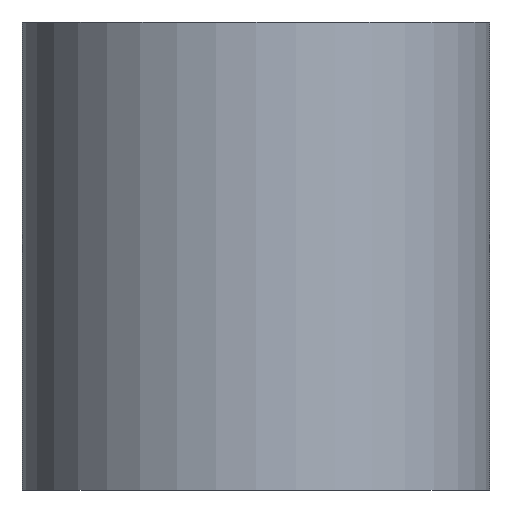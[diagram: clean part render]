
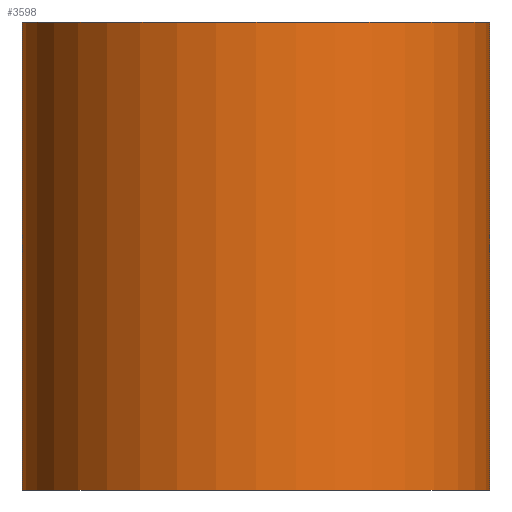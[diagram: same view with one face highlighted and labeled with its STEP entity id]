
A CAD part, left-side view. The second image highlights one B-rep face of the part: STEP entity #3598.
In plain terms, the highlighted cylindrical face has radius 100 mm (diameter 200 mm), a partial arc.
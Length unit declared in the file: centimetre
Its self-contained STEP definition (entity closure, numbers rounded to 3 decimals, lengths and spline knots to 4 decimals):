
#612=DIRECTION('',(0.,0.,1.));
#613=VECTOR('',#612,20.);
#614=CARTESIAN_POINT('',(-41.4583,5.2,-10.));
#615=LINE('',#614,#613);
#616=CARTESIAN_POINT('',(-50.,0.,10.));
#617=DIRECTION('',(0.,0.,1.));
#618=DIRECTION('',(0.854,0.52,0.));
#619=AXIS2_PLACEMENT_3D('',#616,#617,#618);
#621=DIRECTION('',(0.,0.,-1.));
#622=VECTOR('',#621,20.);
#623=CARTESIAN_POINT('',(-41.4583,-5.2,10.));
#624=LINE('',#623,#622);
#625=CARTESIAN_POINT('',(-50.,0.,-10.));
#626=DIRECTION('',(0.,0.,-1.));
#627=DIRECTION('',(0.854,-0.52,0.));
#628=AXIS2_PLACEMENT_3D('',#625,#626,#627);
#2035=CARTESIAN_POINT('',(-41.4583,-5.2,-10.));
#2036=CARTESIAN_POINT('',(-41.4583,5.2,-10.));
#2037=VERTEX_POINT('',#2035);
#2038=VERTEX_POINT('',#2036);
#2039=CARTESIAN_POINT('',(-41.4583,5.2,10.));
#2040=CARTESIAN_POINT('',(-41.4583,-5.2,10.));
#2041=VERTEX_POINT('',#2039);
#2042=VERTEX_POINT('',#2040);
#3586=CARTESIAN_POINT('',(-50.,0.,-11.));
#3587=DIRECTION('',(0.,0.,1.));
#3588=DIRECTION('',(-1.,0.,0.));
#3589=AXIS2_PLACEMENT_3D('',#3586,#3587,#3588);
#3590=CYLINDRICAL_SURFACE('',#3589,10.);
#3592=ORIENTED_EDGE('',*,*,#3591,.T.);
#3593=ORIENTED_EDGE('',*,*,#3575,.T.);
#3594=ORIENTED_EDGE('',*,*,#3464,.T.);
#3595=ORIENTED_EDGE('',*,*,#2381,.T.);
#3596=EDGE_LOOP('',(#3592,#3593,#3594,#3595));
#3597=FACE_OUTER_BOUND('',#3596,.F.);
#3598=ADVANCED_FACE('',(#3597),#3590,.T.);
#620=CIRCLE('',#619,10.);
#629=CIRCLE('',#628,10.);
#2381=EDGE_CURVE('',#2037,#2038,#629,.T.);
#3464=EDGE_CURVE('',#2042,#2037,#624,.T.);
#3575=EDGE_CURVE('',#2041,#2042,#620,.T.);
#3591=EDGE_CURVE('',#2038,#2041,#615,.T.);
